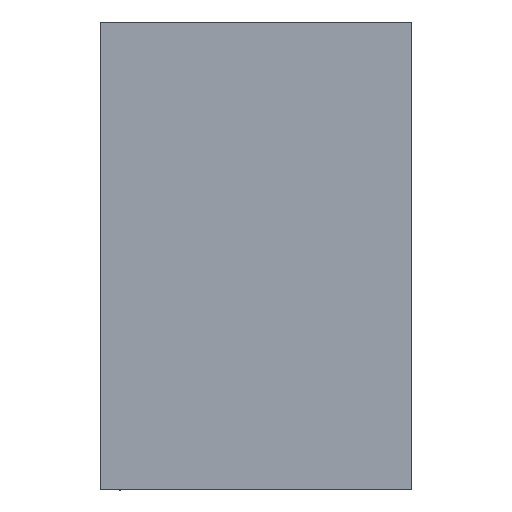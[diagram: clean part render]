
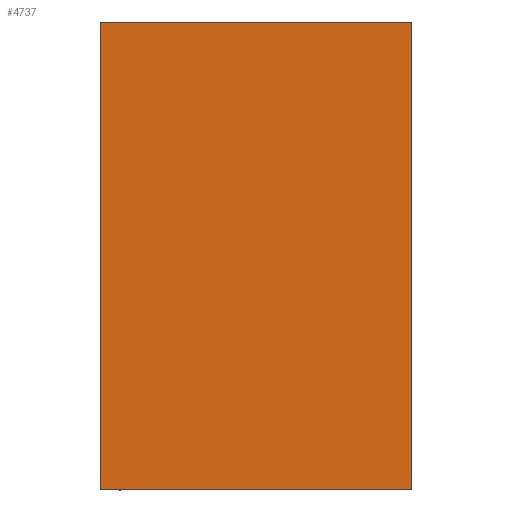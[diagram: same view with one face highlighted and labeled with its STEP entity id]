
A CAD part, left-side view. The second image highlights one B-rep face of the part: STEP entity #4737.
In plain terms, the highlighted planar face has unit normal (-1, 0, 0).
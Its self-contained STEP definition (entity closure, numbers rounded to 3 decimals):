
#848=ORIENTED_EDGE('',*,*,#1874,.F.);
#849=ORIENTED_EDGE('',*,*,#1880,.F.);
#850=ORIENTED_EDGE('',*,*,#1878,.F.);
#851=ORIENTED_EDGE('',*,*,#1876,.F.);
#1874=EDGE_CURVE('',#2450,#2451,#2984,.T.);
#1876=EDGE_CURVE('',#2451,#2452,#2986,.T.);
#1878=EDGE_CURVE('',#2452,#2453,#2988,.T.);
#1880=EDGE_CURVE('',#2453,#2450,#2990,.T.);
#2450=VERTEX_POINT('',#8124);
#2451=VERTEX_POINT('',#8126);
#2452=VERTEX_POINT('',#8130);
#2453=VERTEX_POINT('',#8134);
#2984=LINE('',#8125,#3594);
#2986=LINE('',#8129,#3596);
#2988=LINE('',#8133,#3598);
#2990=LINE('',#8137,#3600);
#3594=VECTOR('',#6774,1000.);
#3596=VECTOR('',#6778,1000.);
#3598=VECTOR('',#6782,1000.);
#3600=VECTOR('',#6786,1000.);
#4022=EDGE_LOOP('',(#848,#849,#850,#851));
#4278=FACE_BOUND('',#4022,.T.);
#4508=PLANE('',#5987);
#4737=ADVANCED_FACE('',(#4278),#4508,.F.);
#5987=AXIS2_PLACEMENT_3D('',#8138,#6787,#6788);
#6774=DIRECTION('',(0.,1.,0.));
#6778=DIRECTION('',(0.,0.,1.));
#6782=DIRECTION('',(0.,-1.,0.));
#6786=DIRECTION('',(0.,0.,-1.));
#6787=DIRECTION('',(1.,0.,0.));
#6788=DIRECTION('',(0.,1.,0.));
#8124=CARTESIAN_POINT('',(0.,-1.,-1.5));
#8125=CARTESIAN_POINT('',(0.,-1.,-1.5));
#8126=CARTESIAN_POINT('',(0.,1.,-1.5));
#8129=CARTESIAN_POINT('',(0.,1.,-1.5));
#8130=CARTESIAN_POINT('',(0.,1.,1.5));
#8133=CARTESIAN_POINT('',(0.,1.,1.5));
#8134=CARTESIAN_POINT('',(0.,-1.,1.5));
#8137=CARTESIAN_POINT('',(0.,-1.,1.5));
#8138=CARTESIAN_POINT('',(0.,0.,0.));
